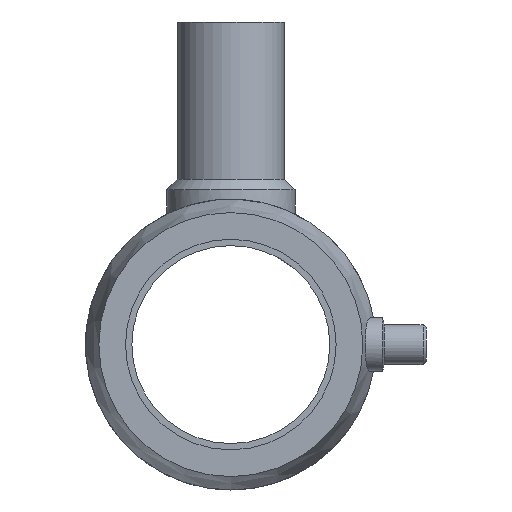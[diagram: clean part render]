
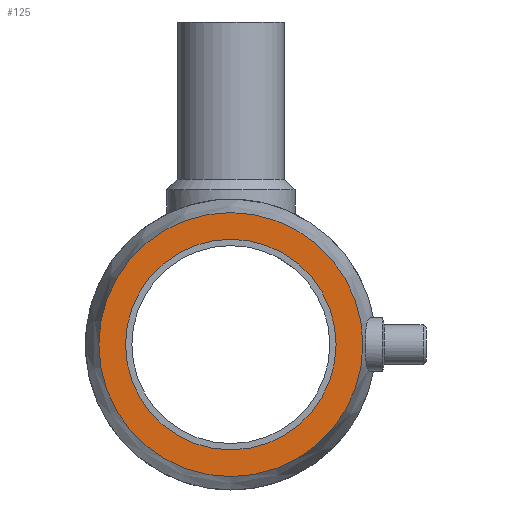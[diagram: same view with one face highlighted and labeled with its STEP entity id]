
A CAD part, left-side view. The second image highlights one B-rep face of the part: STEP entity #125.
In plain terms, the highlighted planar face has unit normal (-1, 0, 0).
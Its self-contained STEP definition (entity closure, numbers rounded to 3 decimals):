
#125 = ADVANCED_FACE( '', ( #282, #283 ), #284, .F. );
#282 = FACE_OUTER_BOUND( '', #445, .T. );
#283 = FACE_BOUND( '', #446, .T. );
#284 = PLANE( '', #447 );
#445 = EDGE_LOOP( '', ( #669 ) );
#446 = EDGE_LOOP( '', ( #670 ) );
#447 = AXIS2_PLACEMENT_3D( '', #671, #672, #673 );
#669 = ORIENTED_EDGE( '', *, *, #735, .F. );
#670 = ORIENTED_EDGE( '', *, *, #770, .T. );
#671 = CARTESIAN_POINT( '', ( 0., 0., 0. ) );
#672 = DIRECTION( '', ( 1., 0., 0. ) );
#673 = DIRECTION( '', ( 0., 0., -1. ) );
#735 = EDGE_CURVE( '', #828, #828, #829, .T. );
#770 = EDGE_CURVE( '', #883, #883, #884, .T. );
#828 = VERTEX_POINT( '', #1059 );
#829 = CIRCLE( '', #1060, 39.488 );
#883 = VERTEX_POINT( '', #1387 );
#884 = CIRCLE( '', #1388, 31.5 );
#1059 = CARTESIAN_POINT( '', ( 0., 0., -39.488 ) );
#1060 = AXIS2_PLACEMENT_3D( '', #1574, #1575, #1576 );
#1387 = CARTESIAN_POINT( '', ( 0., 0., -31.5 ) );
#1388 = AXIS2_PLACEMENT_3D( '', #1625, #1626, #1627 );
#1574 = CARTESIAN_POINT( '', ( 0., 0., 0. ) );
#1575 = DIRECTION( '', ( 1., 0., 0. ) );
#1576 = DIRECTION( '', ( 0., 0., -1. ) );
#1625 = CARTESIAN_POINT( '', ( 0., 0., 0. ) );
#1626 = DIRECTION( '', ( 1., 0., 0. ) );
#1627 = DIRECTION( '', ( 0., 0., -1. ) );
